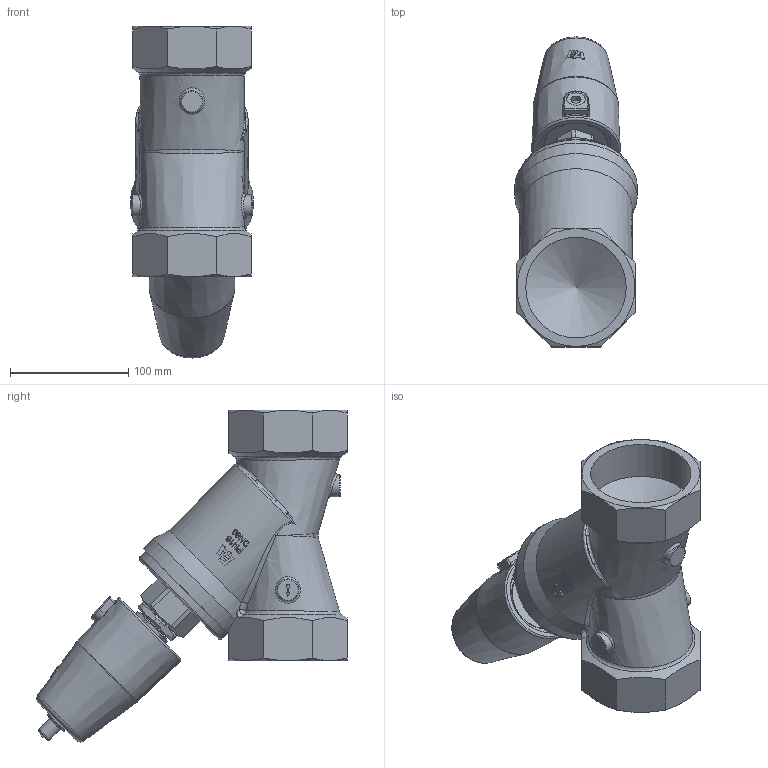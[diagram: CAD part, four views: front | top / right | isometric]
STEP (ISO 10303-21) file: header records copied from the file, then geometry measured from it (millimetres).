
FILE_DESCRIPTION(/* description */ ('DG2D1214080'),/* implementation_level */ '2;1');
FILE_NAME(/* name */ 'DG2D1224080_OS.stp',/* time_stamp */ '2022-01-27T09:29:58+01:00',/* author */ ('hois'),/* organization */ (''),/* preprocessor_version */ 'ST-DEVELOPER v18.1',/* originating_system */ 'Autodesk Inventor 2020',/* authorisation */ '');
FILE_SCHEMA (('AUTOMOTIVE_DESIGN { 1 0 10303 214 3 1 1 }'));
Length unit declared in the file: millimetre
Products named in the file (8): DG2D1214080; GGS0080.32.001-GM; ETG0080.15.0092; ETM3415.08.0022; DIN0472-63x2,5; DER0650.06.0013; SZY0630.23.0022; VST1415.08.0013
Assembly tree (7 placements, depth 2):
  DG2D1214080
    GGS0080.32.001-GM
    ETG0080.15.0092
    ETM3415.08.0022
    DIN0472-63x2,5
    DER0650.06.0013
    SZY0630.23.0022
    VST1415.08.0013
Bounding box: 103.5 x 262.2 x 280.52 mm (x, y, z)
Volume: 1534499.7 mm3; surface area: 233364.1 mm2
Topology: 7 solids, 7 shells, 604 faces, 1614 edges, 1081 vertices
Faces by surface type: plane 267, bspline 158, cylinder 120, cone 31, torus 25, sphere 3
Full cylindrical faces by diameter (mm): 1.5 x1, 3 x3, 8.566 x1, 8.7 x1, 12 x2, 12.376 x1, 13 x1, 14 x2, 15 x1, 16 x1, 18 x1, 18.5 x3, 20 x1, 24.376 x1, 24.5 x1, 26 x1, 28 x1, 29 x2, 32.5 x1, 33.376 x1, 34 x1, 36 x1, 63 x1, 64 x1, 65 x3, 69 x1, 83.88 x1, 84.926 x3, 87.88 x1, 88 x1
Entity records: 27605 total; most frequent: CARTESIAN_POINT 12898, ORIENTED_EDGE 3214, DIRECTION 2732, EDGE_CURVE 1607, VERTEX_POINT 1083, AXIS2_PLACEMENT_3D 1069, EDGE_LOOP 686, FACE_OUTER_BOUND 604
